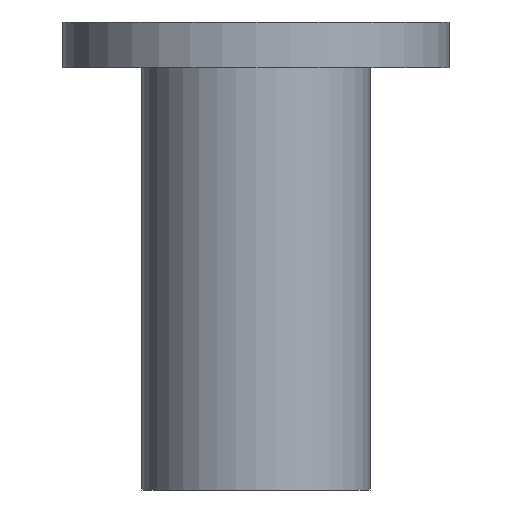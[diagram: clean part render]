
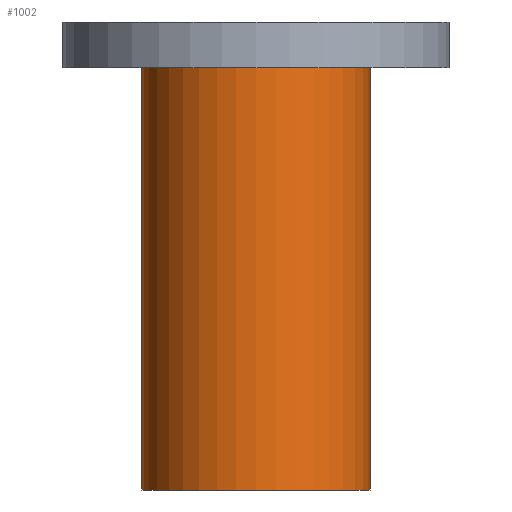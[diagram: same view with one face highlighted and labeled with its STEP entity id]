
A CAD part, front view. The second image highlights one B-rep face of the part: STEP entity #1002.
In plain terms, the highlighted cylindrical face has radius 15 mm (diameter 30 mm), a partial arc.
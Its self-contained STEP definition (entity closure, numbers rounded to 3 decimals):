
#108 = LINE ( 'NONE', #1532, #1330 ) ;
#115 = VERTEX_POINT ( 'NONE', #205 ) ;
#146 = DIRECTION ( 'NONE',  ( 0., 0., 1. ) ) ;
#205 = CARTESIAN_POINT ( 'NONE',  ( 15., 0., 0. ) ) ;
#219 = VERTEX_POINT ( 'NONE', #814 ) ;
#223 = AXIS2_PLACEMENT_3D ( 'NONE', #786, #630, #1577 ) ;
#233 = EDGE_CURVE ( 'NONE', #1655, #115, #1422, .T. ) ;
#301 = DIRECTION ( 'NONE',  ( 1., 0., 0. ) ) ;
#458 = VERTEX_POINT ( 'NONE', #1298 ) ;
#630 = DIRECTION ( 'NONE',  ( 0., 0., -1. ) ) ;
#670 = EDGE_CURVE ( 'NONE', #458, #1655, #1008, .T. ) ;
#707 = DIRECTION ( 'NONE',  ( 0., 0., -1. ) ) ;
#780 = CYLINDRICAL_SURFACE ( 'NONE', #223, 15. ) ;
#786 = CARTESIAN_POINT ( 'NONE',  ( 0., 0., 55.54 ) ) ;
#792 = ORIENTED_EDGE ( 'NONE', *, *, #670, .T. ) ;
#814 = CARTESIAN_POINT ( 'NONE',  ( 15., 0., 55.54 ) ) ;
#841 = ORIENTED_EDGE ( 'NONE', *, *, #958, .F. ) ;
#924 = DIRECTION ( 'NONE',  ( 0., 0., 1. ) ) ;
#935 = CIRCLE ( 'NONE', #1743, 15. ) ;
#958 = EDGE_CURVE ( 'NONE', #458, #219, #935, .T. ) ;
#978 = CARTESIAN_POINT ( 'NONE',  ( 0., 0., 0. ) ) ;
#1002 = ADVANCED_FACE ( 'NONE', ( #1623 ), #780, .T. ) ;
#1008 = LINE ( 'NONE', #1810, #1421 ) ;
#1048 = ORIENTED_EDGE ( 'NONE', *, *, #1167, .F. ) ;
#1099 = CARTESIAN_POINT ( 'NONE',  ( 0., 0., 55.54 ) ) ;
#1167 = EDGE_CURVE ( 'NONE', #219, #115, #108, .T. ) ;
#1262 = DIRECTION ( 'NONE',  ( 1., 0., 0. ) ) ;
#1298 = CARTESIAN_POINT ( 'NONE',  ( -15., 0., 55.54 ) ) ;
#1330 = VECTOR ( 'NONE', #1381, 1000. ) ;
#1381 = DIRECTION ( 'NONE',  ( 0., 0., -1. ) ) ;
#1392 = ORIENTED_EDGE ( 'NONE', *, *, #233, .T. ) ;
#1421 = VECTOR ( 'NONE', #707, 1000. ) ;
#1422 = CIRCLE ( 'NONE', #1966, 15. ) ;
#1532 = CARTESIAN_POINT ( 'NONE',  ( 15., 0., 55.54 ) ) ;
#1577 = DIRECTION ( 'NONE',  ( -1., 0., 0. ) ) ;
#1623 = FACE_OUTER_BOUND ( 'NONE', #1993, .T. ) ;
#1655 = VERTEX_POINT ( 'NONE', #1848 ) ;
#1743 = AXIS2_PLACEMENT_3D ( 'NONE', #1099, #146, #1262 ) ;
#1810 = CARTESIAN_POINT ( 'NONE',  ( -15., 0., 55.54 ) ) ;
#1848 = CARTESIAN_POINT ( 'NONE',  ( -15., 0., 0. ) ) ;
#1966 = AXIS2_PLACEMENT_3D ( 'NONE', #978, #924, #301 ) ;
#1993 = EDGE_LOOP ( 'NONE', ( #1048, #841, #792, #1392 ) ) ;
